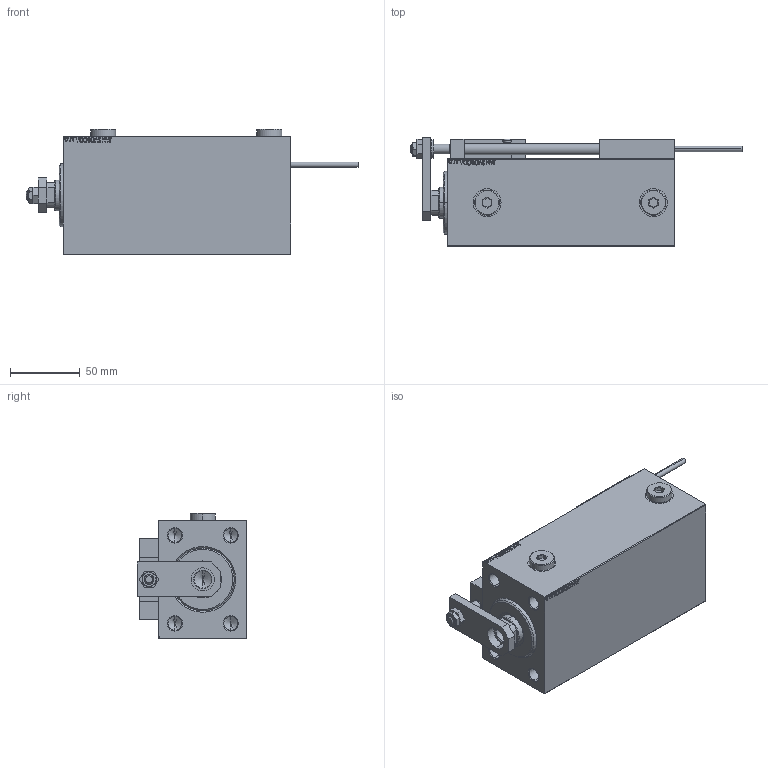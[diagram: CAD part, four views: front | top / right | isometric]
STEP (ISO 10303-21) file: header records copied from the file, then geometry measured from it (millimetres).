
FILE_DESCRIPTION (( 'STEP AP203' ), '1' );
FILE_NAME ('d494.STEP', '2024-02-13T02:40:16', ( '' ), ( '' ), 'SwSTEP 2.0', 'SolidWorks 2019', '' );
FILE_SCHEMA (( 'CONFIG_CONTROL_DESIGN' ));
Length unit declared in the file: millimetre
Products named in the file (17): TYC_L79 abd2110b1cfa863e9510a8e3142fc98c; Zatka_OIL_PORT abd2110b1cfa863e9510a8e3142fc98c; V450CM_B_Body abd2110b1cfa863e9510a8e3142fc98c; SWITCH DIM B,W abd2110b1cfa863e9510a8e3142fc98c; SWITCH X abd2110b1cfa863e9510a8e3142fc98c; MAGNET abd2110b1cfa863e9510a8e3142fc98c; KONCOVKA abd2110b1cfa863e9510a8e3142fc98c; ALLEN BOLT D5 abd2110b1cfa863e9510a8e3142fc98c; SWITCH_X_FRONT_BACK abd2110b1cfa863e9510a8e3142fc98c; ALLEN BOLT D8 abd2110b1cfa863e9510a8e3142fc98c; V450CM_VC_B abd2110b1cfa863e9510a8e3142fc98c; Block abd2110b1cfa863e9510a8e3142fc98c; NUT_D12 abd2110b1cfa863e9510a8e3142fc98c; d494; NUT_D10 abd2110b1cfa863e9510a8e3142fc98c; V450CM_B_VCP abd2110b1cfa863e9510a8e3142fc98c; ZARAZKA abd2110b1cfa863e9510a8e3142fc98c
Assembly tree (27 placements, depth 3):
  d494
    V450CM_B_Body abd2110b1cfa863e9510a8e3142fc98c
    V450CM_B_VCP abd2110b1cfa863e9510a8e3142fc98c
    SWITCH X abd2110b1cfa863e9510a8e3142fc98c
      SWITCH_X_FRONT_BACK abd2110b1cfa863e9510a8e3142fc98c  x2
      TYC_L79 abd2110b1cfa863e9510a8e3142fc98c
      Block abd2110b1cfa863e9510a8e3142fc98c  x2
      ALLEN BOLT D5 abd2110b1cfa863e9510a8e3142fc98c  x4
      ALLEN BOLT D8 abd2110b1cfa863e9510a8e3142fc98c  x4
      MAGNET abd2110b1cfa863e9510a8e3142fc98c  x2
      KONCOVKA abd2110b1cfa863e9510a8e3142fc98c  x2
    NUT_D10 abd2110b1cfa863e9510a8e3142fc98c
    NUT_D12 abd2110b1cfa863e9510a8e3142fc98c
    SWITCH DIM B,W abd2110b1cfa863e9510a8e3142fc98c
    ZARAZKA abd2110b1cfa863e9510a8e3142fc98c
    V450CM_VC_B abd2110b1cfa863e9510a8e3142fc98c
    Zatka_OIL_PORT abd2110b1cfa863e9510a8e3142fc98c  x2
Bounding box: 237.7 x 78.5 x 89.9 mm (x, y, z)
Volume: 824034.4 mm3; surface area: 136156.4 mm2
Topology: 26 solids, 26 shells, 1372 faces, 3272 edges, 2070 vertices
Faces by surface type: plane 595, bspline 380, cylinder 200, cone 149, torus 44, sphere 4
Entity records: 52520 total; most frequent: CARTESIAN_POINT 26519, ORIENTED_EDGE 5452, DIRECTION 3779, EDGE_CURVE 2726, VERTEX_POINT 1770, VECTOR 1575, LINE 1575, EDGE_LOOP 1266
